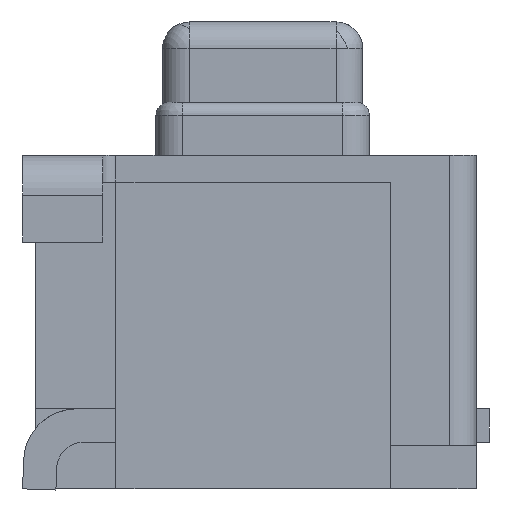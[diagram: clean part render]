
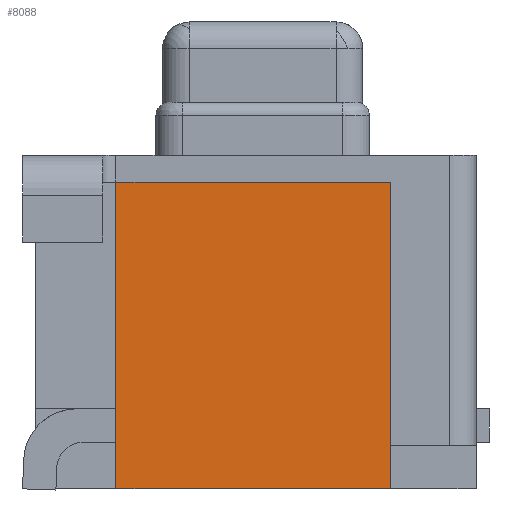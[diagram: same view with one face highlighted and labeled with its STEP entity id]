
A CAD part, left-side view. The second image highlights one B-rep face of the part: STEP entity #8088.
In plain terms, the highlighted planar face has unit normal (-1, 0, 0).
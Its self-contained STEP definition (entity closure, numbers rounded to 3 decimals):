
#101 = LINE ( 'NONE', #6529, #7917 ) ;
#256 = VECTOR ( 'NONE', #7909, 1000. ) ;
#1381 = DIRECTION ( 'NONE',  ( 0., 1., 0. ) ) ;
#1546 = CARTESIAN_POINT ( 'NONE',  ( -3., 1.1, 0. ) ) ;
#1620 = ORIENTED_EDGE ( 'NONE', *, *, #2621, .T. ) ;
#2019 = EDGE_CURVE ( 'NONE', #3130, #4750, #101, .T. ) ;
#2531 = ORIENTED_EDGE ( 'NONE', *, *, #2019, .F. ) ;
#2621 = EDGE_CURVE ( 'NONE', #3130, #4050, #8676, .T. ) ;
#2657 = VERTEX_POINT ( 'NONE', #6983 ) ;
#2795 = CARTESIAN_POINT ( 'NONE',  ( -3., -0.96, 0.325 ) ) ;
#3111 = CARTESIAN_POINT ( 'NONE',  ( -3., -0.96, 0. ) ) ;
#3130 = VERTEX_POINT ( 'NONE', #3111 ) ;
#3146 = CARTESIAN_POINT ( 'NONE',  ( -3., 1.1, 0. ) ) ;
#3253 = VERTEX_POINT ( 'NONE', #4875 ) ;
#3392 = LINE ( 'NONE', #1546, #6702 ) ;
#3523 = DIRECTION ( 'NONE',  ( -1., 0., 0. ) ) ;
#3820 = EDGE_CURVE ( 'NONE', #2657, #3253, #9018, .T. ) ;
#4050 = VERTEX_POINT ( 'NONE', #4505 ) ;
#4234 = DIRECTION ( 'NONE',  ( 0., 0., 1. ) ) ;
#4428 = EDGE_LOOP ( 'NONE', ( #8973, #5744, #2531, #1620, #4753 ) ) ;
#4438 = VECTOR ( 'NONE', #8344, 1000. ) ;
#4505 = CARTESIAN_POINT ( 'NONE',  ( -3., -0.96, 0.325 ) ) ;
#4750 = VERTEX_POINT ( 'NONE', #3146 ) ;
#4753 = ORIENTED_EDGE ( 'NONE', *, *, #9200, .T. ) ;
#4875 = CARTESIAN_POINT ( 'NONE',  ( -3., 1.1, 2.3 ) ) ;
#4989 = CARTESIAN_POINT ( 'NONE',  ( -3., -1.063, -0.115 ) ) ;
#5469 = VECTOR ( 'NONE', #1381, 1000. ) ;
#5471 = AXIS2_PLACEMENT_3D ( 'NONE', #4989, #3523, #4234 ) ;
#5516 = CARTESIAN_POINT ( 'NONE',  ( -3., -0.96, 0. ) ) ;
#5744 = ORIENTED_EDGE ( 'NONE', *, *, #9450, .F. ) ;
#6406 = PLANE ( 'NONE',  #5471 ) ;
#6529 = CARTESIAN_POINT ( 'NONE',  ( -3., -0.96, 0. ) ) ;
#6702 = VECTOR ( 'NONE', #8266, 1000. ) ;
#6818 = LINE ( 'NONE', #2795, #256 ) ;
#6983 = CARTESIAN_POINT ( 'NONE',  ( -3., -0.96, 2.3 ) ) ;
#7909 = DIRECTION ( 'NONE',  ( 0., 0., 1. ) ) ;
#7917 = VECTOR ( 'NONE', #8065, 1000. ) ;
#8065 = DIRECTION ( 'NONE',  ( 0., 1., 0. ) ) ;
#8088 = ADVANCED_FACE ( 'NONE', ( #8471 ), #6406, .T. ) ;
#8266 = DIRECTION ( 'NONE',  ( 0., 0., 1. ) ) ;
#8344 = DIRECTION ( 'NONE',  ( 0., 0., 1. ) ) ;
#8471 = FACE_OUTER_BOUND ( 'NONE', #4428, .T. ) ;
#8676 = LINE ( 'NONE', #5516, #4438 ) ;
#8865 = CARTESIAN_POINT ( 'NONE',  ( -3., -0.96, 2.3 ) ) ;
#8973 = ORIENTED_EDGE ( 'NONE', *, *, #3820, .T. ) ;
#9018 = LINE ( 'NONE', #8865, #5469 ) ;
#9200 = EDGE_CURVE ( 'NONE', #4050, #2657, #6818, .T. ) ;
#9450 = EDGE_CURVE ( 'NONE', #4750, #3253, #3392, .T. ) ;
